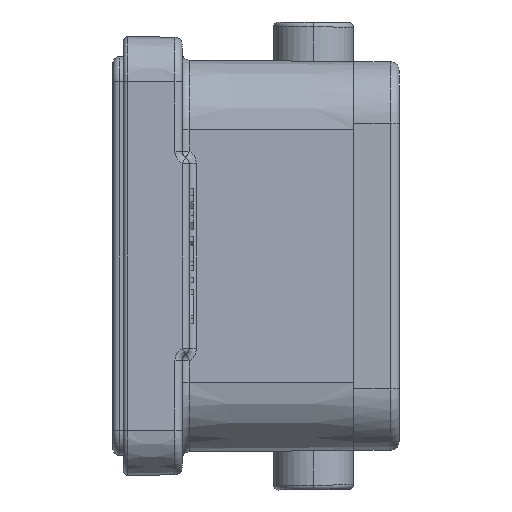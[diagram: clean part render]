
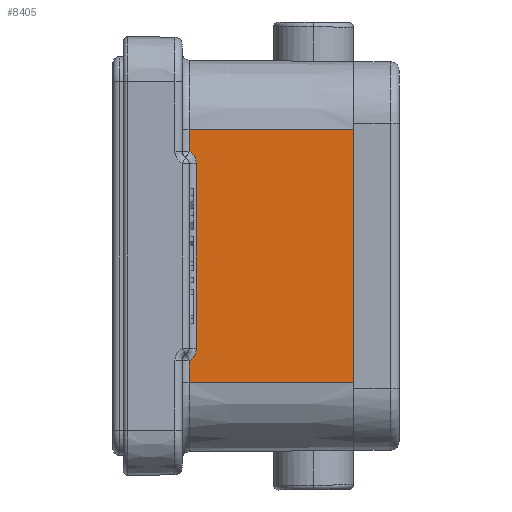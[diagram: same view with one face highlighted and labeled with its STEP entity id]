
A CAD part, left-side view. The second image highlights one B-rep face of the part: STEP entity #8405.
In plain terms, the highlighted planar face has unit normal (-1, -0.009, 0).
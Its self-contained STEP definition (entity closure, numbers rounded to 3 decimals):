
#469=DIRECTION('',(-0.009,1.,0.));
#470=VECTOR('',#469,18.208);
#471=CARTESIAN_POINT('',(-60.,0.,14.));
#472=LINE('',#471,#470);
#477=DIRECTION('',(0.,0.,-1.));
#478=VECTOR('',#477,28.);
#479=CARTESIAN_POINT('',(-60.,0.,14.));
#480=LINE('',#479,#478);
#485=DIRECTION('',(0.,0.,-1.));
#486=VECTOR('',#485,2.414);
#487=CARTESIAN_POINT('',(-60.159,18.207,14.));
#488=LINE('',#487,#486);
#812=CARTESIAN_POINT('',(-60.159,18.207,11.586));
#813=CARTESIAN_POINT('',(-60.158,18.083,11.514));
#814=CARTESIAN_POINT('',(-60.156,17.863,11.344));
#815=CARTESIAN_POINT('',(-60.154,17.603,11.006));
#816=CARTESIAN_POINT('',(-60.152,17.443,10.613));
#817=CARTESIAN_POINT('',(-60.152,17.407,10.341));
#818=CARTESIAN_POINT('',(-60.152,17.407,10.2));
#825=DIRECTION('',(0.,0.,-1.));
#826=VECTOR('',#825,20.4);
#827=CARTESIAN_POINT('',(-60.152,17.407,10.2));
#828=LINE('',#827,#826);
#838=CARTESIAN_POINT('',(-60.152,17.407,-10.2));
#839=CARTESIAN_POINT('',(-60.152,17.407,-10.342));
#840=CARTESIAN_POINT('',(-60.152,17.443,-10.615));
#841=CARTESIAN_POINT('',(-60.154,17.604,-11.008));
#842=CARTESIAN_POINT('',(-60.156,17.863,-11.344));
#843=CARTESIAN_POINT('',(-60.158,18.083,-11.514));
#844=CARTESIAN_POINT('',(-60.159,18.207,-11.586));
#885=DIRECTION('',(0.,0.,-1.));
#886=VECTOR('',#885,2.414);
#887=CARTESIAN_POINT('',(-60.159,18.207,-11.586));
#888=LINE('',#887,#886);
#917=DIRECTION('',(0.009,-1.,0.));
#918=VECTOR('',#917,18.208);
#919=CARTESIAN_POINT('',(-60.159,18.207,-14.));
#920=LINE('',#919,#918);
#6267=CARTESIAN_POINT('',(-60.,0.,14.));
#6268=CARTESIAN_POINT('',(-60.,0.,-14.));
#6269=VERTEX_POINT('',#6267);
#6270=VERTEX_POINT('',#6268);
#6456=CARTESIAN_POINT('',(-60.159,18.207,14.));
#6457=VERTEX_POINT('',#6456);
#6458=CARTESIAN_POINT('',(-60.159,18.207,11.586));
#6459=VERTEX_POINT('',#6458);
#6460=CARTESIAN_POINT('',(-60.159,18.207,
-14.));
#6461=VERTEX_POINT('',#6460);
#6462=CARTESIAN_POINT('',(-60.159,18.207,
-11.586));
#6463=VERTEX_POINT('',#6462);
#6464=VERTEX_POINT('',#838);
#6465=CARTESIAN_POINT('',(-60.152,17.407,10.2));
#6466=VERTEX_POINT('',#6465);
#8384=CARTESIAN_POINT('',(-60.,0.,-24.364));
#8385=DIRECTION('',(-1.,-0.009,0.));
#8386=DIRECTION('',(0.,0.,-1.));
#8387=AXIS2_PLACEMENT_3D('',#8384,#8385,#8386);
#8388=PLANE('',#8387);
#8390=ORIENTED_EDGE('',*,*,#8389,.F.);
#8391=ORIENTED_EDGE('',*,*,#8376,.F.);
#8392=ORIENTED_EDGE('',*,*,#8191,.T.);
#8394=ORIENTED_EDGE('',*,*,#8393,.F.);
#8396=ORIENTED_EDGE('',*,*,#8395,.F.);
#8398=ORIENTED_EDGE('',*,*,#8397,.F.);
#8400=ORIENTED_EDGE('',*,*,#8399,.F.);
#8402=ORIENTED_EDGE('',*,*,#8401,.F.);
#8403=EDGE_LOOP('',(#8390,#8391,#8392,#8394,#8396,#8398,#8400,#8402));
#8404=FACE_OUTER_BOUND('',#8403,.F.);
#8405=ADVANCED_FACE('',(#8404),#8388,.T.);
#819=B_SPLINE_CURVE_WITH_KNOTS('',3,(#812,#813,#814,#815,#816,#817,#818),
.UNSPECIFIED.,.F.,.F.,(4,1,1,1,4),(0.,0.25,0.5,0.75,1.),
.UNSPECIFIED.);
#845=B_SPLINE_CURVE_WITH_KNOTS('',3,(#838,#839,#840,#841,#842,#843,#844),
.UNSPECIFIED.,.F.,.F.,(4,1,1,1,4),(0.,0.25,0.5,0.75,1.),
.UNSPECIFIED.);
#8191=EDGE_CURVE('',#6269,#6270,#480,.T.);
#8376=EDGE_CURVE('',#6269,#6457,#472,.T.);
#8389=EDGE_CURVE('',#6457,#6459,#488,.T.);
#8393=EDGE_CURVE('',#6461,#6270,#920,.T.);
#8395=EDGE_CURVE('',#6463,#6461,#888,.T.);
#8397=EDGE_CURVE('',#6464,#6463,#845,.T.);
#8399=EDGE_CURVE('',#6466,#6464,#828,.T.);
#8401=EDGE_CURVE('',#6459,#6466,#819,.T.);
